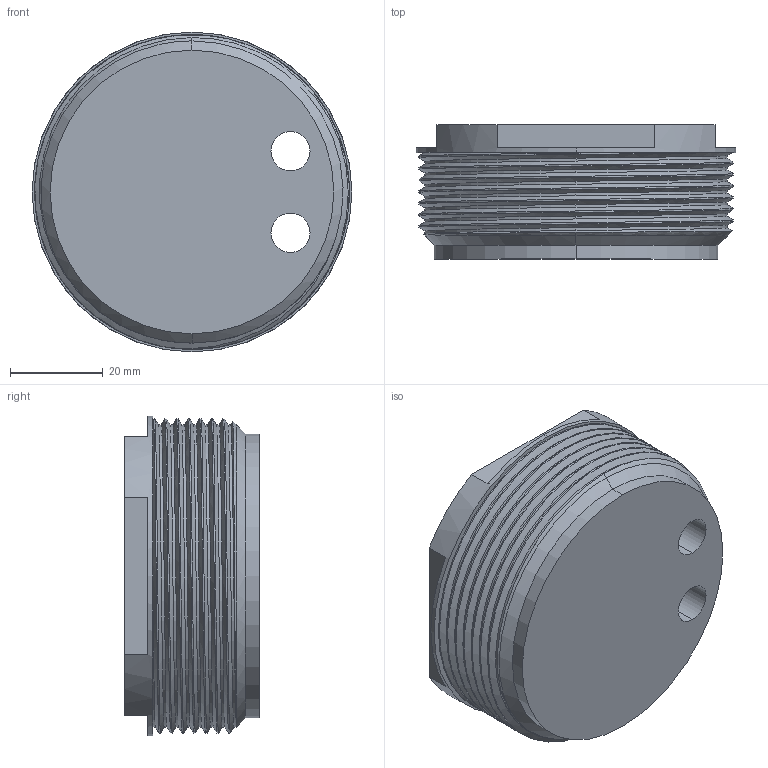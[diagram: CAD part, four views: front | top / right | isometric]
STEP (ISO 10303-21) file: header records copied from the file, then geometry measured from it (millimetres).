
FILE_DESCRIPTION (( 'STEP AP214' ), '1' );
FILE_NAME ('suporte.STEP', '2022-07-22T01:29:56', ( '' ), ( '' ), 'SwSTEP 2.0', 'SolidWorks 2021', '' );
FILE_SCHEMA (( 'AUTOMOTIVE_DESIGN' ));
Length unit declared in the file: millimetre
Products named in the file (1): suporte
Bounding box: 69 x 29 x 69 mm (x, y, z)
Volume: 90533.8 mm3; surface area: 18116 mm2
Topology: 1 solids, 1 shells, 78 faces, 205 edges, 133 vertices
Faces by surface type: cylinder 45, plane 14, cone 10, bspline 9
Entity records: 6740 total; most frequent: CARTESIAN_POINT 4981, ORIENTED_EDGE 410, DIRECTION 295, EDGE_CURVE 205, VERTEX_POINT 133, AXIS2_PLACEMENT_3D 113, EDGE_LOOP 86, FACE_OUTER_BOUND 78
